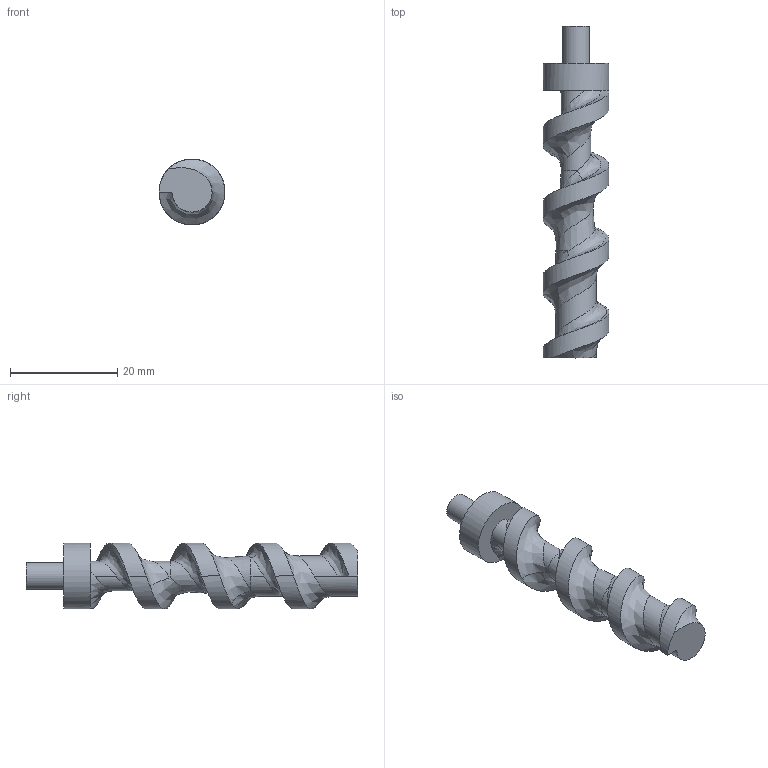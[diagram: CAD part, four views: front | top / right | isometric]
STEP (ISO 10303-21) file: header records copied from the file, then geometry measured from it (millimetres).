
FILE_DESCRIPTION(/* description */ (''),/* implementation_level */ '2;1');
FILE_NAME(/* name */ 'Husillo 2 v3 v3.step',/* time_stamp */ '2024-09-10T20:03:06-06:00',/* author */ (''),/* organization */ (''),/* preprocessor_version */ 'ST-DEVELOPER v20',/* originating_system */ 'Autodesk Translation Framework v13.14.0.145',/* authorisation */ '');
FILE_SCHEMA (('AUTOMOTIVE_DESIGN { 1 0 10303 214 3 1 1 }'));
Length unit declared in the file: millimetre
Products named in the file (1): Husillo 2 v3
Bounding box: 12.32 x 62 x 12.32 mm (x, y, z)
Volume: 3857.1 mm3; surface area: 2314.3 mm2
Topology: 1 solids, 1 shells, 25 faces, 67 edges, 45 vertices
Faces by surface type: cylinder 11, bspline 7, plane 5, cone 2
Full cylindrical faces by diameter (mm): 5 x1, 5.5 x1, 7.5 x1, 12.319 x4
Entity records: 2060 total; most frequent: CARTESIAN_POINT 1487, ORIENTED_EDGE 134, DIRECTION 76, EDGE_CURVE 67, VERTEX_POINT 45, B_SPLINE_CURVE_WITH_KNOTS 41, AXIS2_PLACEMENT_3D 31, EDGE_LOOP 26
